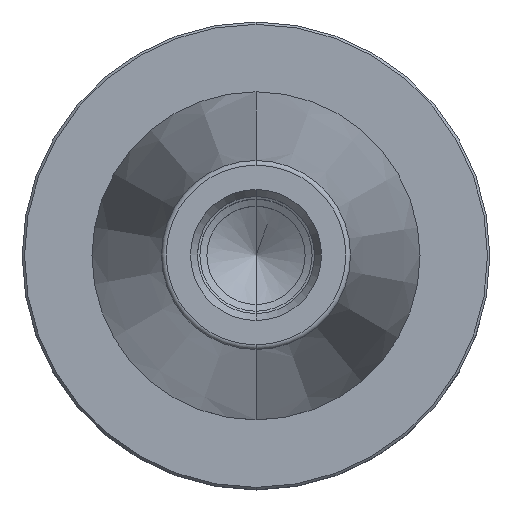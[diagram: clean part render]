
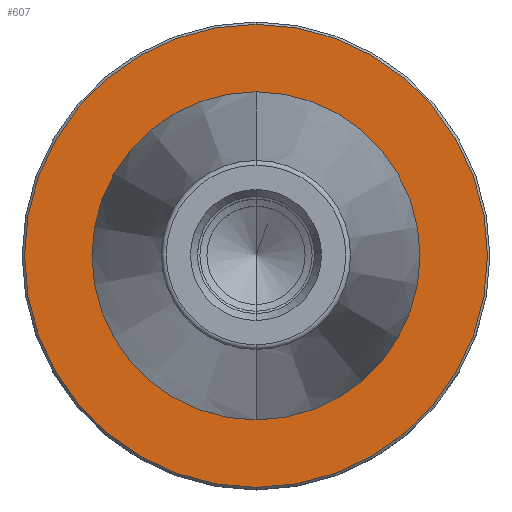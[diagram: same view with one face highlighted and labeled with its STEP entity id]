
A CAD part, top view. The second image highlights one B-rep face of the part: STEP entity #607.
In plain terms, the highlighted planar face has unit normal (0, 0, 1).
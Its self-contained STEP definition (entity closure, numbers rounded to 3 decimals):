
#395=VERTEX_POINT('',#952);
#399=VERTEX_POINT('',#956);
#477=EDGE_CURVE('',#395,#399,#1046,.T.);
#499=EDGE_CURVE('',#775,#693,#1069,.T.);
#607=ADVANCED_FACE('',(#1186,#1187),#1188,.T.);
#693=VERTEX_POINT('',#1281);
#765=EDGE_CURVE('',#399,#395,#1367,.T.);
#775=VERTEX_POINT('',#1377);
#783=EDGE_CURVE('',#693,#775,#1386,.T.);
#952=CARTESIAN_POINT('',(0.,-35.071,-3.0));
#956=CARTESIAN_POINT('',(0.0,35.071,-3.0));
#1046=CIRCLE('',#1703,35.071);
#1069=CIRCLE('',#1737,49.5);
#1186=FACE_OUTER_BOUND('',#1895,.T.);
#1187=FACE_BOUND('',#1896,.T.);
#1188=PLANE('',#1897);
#1281=CARTESIAN_POINT('',(0.,-49.5,-3.0));
#1367=CIRCLE('',#2125,35.071);
#1377=CARTESIAN_POINT('',(0.0,49.5,-3.0));
#1386=CIRCLE('',#2151,49.5);
#1703=AXIS2_PLACEMENT_3D('',#2503,#2504,#2505);
#1737=AXIS2_PLACEMENT_3D('',#2534,#2535,#2536);
#1895=EDGE_LOOP('',(#2659,#2660));
#1896=EDGE_LOOP('',(#2661,#2662));
#1897=AXIS2_PLACEMENT_3D('',#2663,#2664,#2665);
#2125=AXIS2_PLACEMENT_3D('',#2904,#2905,#2906);
#2151=AXIS2_PLACEMENT_3D('',#2923,#2924,#2925);
#2503=CARTESIAN_POINT('',(0.0,0.0,-3.0));
#2504=DIRECTION('',(0.0,0.0,-1.0));
#2505=DIRECTION('',(0.0,1.0,0.0));
#2534=CARTESIAN_POINT('',(0.0,0.0,-3.0));
#2535=DIRECTION('',(0.0,0.0,-1.0));
#2536=DIRECTION('',(0.0,1.0,0.0));
#2659=ORIENTED_EDGE('',*,*,#499,.F.);
#2660=ORIENTED_EDGE('',*,*,#783,.F.);
#2661=ORIENTED_EDGE('',*,*,#765,.T.);
#2662=ORIENTED_EDGE('',*,*,#477,.T.);
#2663=CARTESIAN_POINT('',(0.0,42.285,-3.0));
#2664=DIRECTION('',(-0.0,0.0,1.0));
#2665=DIRECTION('',(0.0,-1.0,0.0));
#2904=CARTESIAN_POINT('',(0.0,0.0,-3.0));
#2905=DIRECTION('',(0.0,0.0,-1.0));
#2906=DIRECTION('',(0.0,1.0,0.0));
#2923=CARTESIAN_POINT('',(0.0,0.0,-3.0));
#2924=DIRECTION('',(0.0,0.0,-1.0));
#2925=DIRECTION('',(0.0,1.0,0.0));
